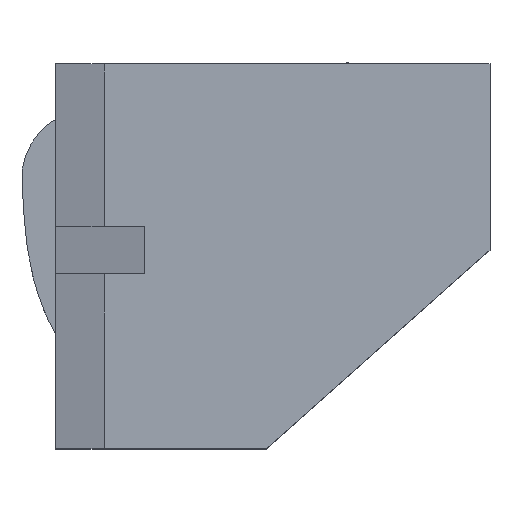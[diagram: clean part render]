
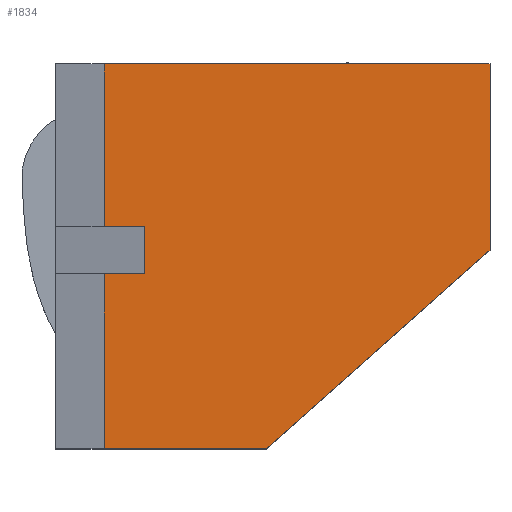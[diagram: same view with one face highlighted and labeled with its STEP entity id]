
A CAD part, top view. The second image highlights one B-rep face of the part: STEP entity #1834.
In plain terms, the highlighted planar face has unit normal (0, 0, 1).
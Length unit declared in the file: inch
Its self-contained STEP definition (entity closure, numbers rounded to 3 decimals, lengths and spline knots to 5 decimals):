
#214 = LINE ( 'NONE', #2719, #6083 ) ;
#237 = AXIS2_PLACEMENT_3D ( 'NONE', #9015, #2484, #7311 ) ;
#526 = ORIENTED_EDGE ( 'NONE', *, *, #8519, .F. ) ;
#646 = VECTOR ( 'NONE', #8488, 39.37008 ) ;
#650 = VECTOR ( 'NONE', #3718, 39.37008 ) ;
#710 = FACE_OUTER_BOUND ( 'NONE', #5067, .T. ) ;
#947 = LINE ( 'NONE', #1887, #646 ) ;
#1010 = VECTOR ( 'NONE', #2239, 39.37008 ) ;
#1324 = VERTEX_POINT ( 'NONE', #2347 ) ;
#1342 = CARTESIAN_POINT ( 'NONE',  ( 22.76513, 0.50738, 5.70866 ) ) ;
#1604 = VECTOR ( 'NONE', #3854, 39.37008 ) ;
#1834 = ADVANCED_FACE ( 'NONE', ( #710 ), #3271, .T. ) ;
#1846 = VECTOR ( 'NONE', #3255, 39.37008 ) ;
#1887 = CARTESIAN_POINT ( 'NONE',  ( 47.24409, 0., 5.70866 ) ) ;
#2109 = LINE ( 'NONE', #5491, #9499 ) ;
#2239 = DIRECTION ( 'NONE',  ( 0., -1., 0. ) ) ;
#2347 = CARTESIAN_POINT ( 'NONE',  ( 22.76513, -12.59843, 5.70866 ) ) ;
#2484 = DIRECTION ( 'NONE',  ( 0., 0., 1. ) ) ;
#2719 = CARTESIAN_POINT ( 'NONE',  ( 22.76513, 0.50738, 5.70866 ) ) ;
#2744 = VERTEX_POINT ( 'NONE', #3247 ) ;
#2899 = CARTESIAN_POINT ( 'NONE',  ( 25.3504, 0.50738, 5.70866 ) ) ;
#2961 = ORIENTED_EDGE ( 'NONE', *, *, #4907, .T. ) ;
#2976 = VERTEX_POINT ( 'NONE', #9628 ) ;
#3151 = CARTESIAN_POINT ( 'NONE',  ( 47.24409, 11.81102, 5.70866 ) ) ;
#3207 = CARTESIAN_POINT ( 'NONE',  ( 33.07087, -12.59843, 5.70866 ) ) ;
#3247 = CARTESIAN_POINT ( 'NONE',  ( 22.76513, -1.5, 5.70866 ) ) ;
#3255 = DIRECTION ( 'NONE',  ( -1., 0., 0. ) ) ;
#3271 = PLANE ( 'NONE',  #237 ) ;
#3371 = VERTEX_POINT ( 'NONE', #7193 ) ;
#3586 = ORIENTED_EDGE ( 'NONE', *, *, #10200, .F. ) ;
#3590 = VERTEX_POINT ( 'NONE', #6230 ) ;
#3604 = LINE ( 'NONE', #4475, #650 ) ;
#3718 = DIRECTION ( 'NONE',  ( -1., 0., 0. ) ) ;
#3854 = DIRECTION ( 'NONE',  ( 0., -1., 0. ) ) ;
#3921 = ORIENTED_EDGE ( 'NONE', *, *, #5487, .T. ) ;
#4011 = VERTEX_POINT ( 'NONE', #8322 ) ;
#4040 = EDGE_CURVE ( 'NONE', #2744, #1324, #5569, .T. ) ;
#4041 = LINE ( 'NONE', #3207, #1846 ) ;
#4187 = VERTEX_POINT ( 'NONE', #9500 ) ;
#4418 = VECTOR ( 'NONE', #9021, 39.37008 ) ;
#4443 = LINE ( 'NONE', #2899, #1604 ) ;
#4475 = CARTESIAN_POINT ( 'NONE',  ( 41.37348, -1.5, 5.70866 ) ) ;
#4707 = DIRECTION ( 'NONE',  ( 1., 0., 0. ) ) ;
#4735 = EDGE_CURVE ( 'NONE', #2976, #3590, #2109, .T. ) ;
#4907 = EDGE_CURVE ( 'NONE', #8508, #9618, #4443, .T. ) ;
#5067 = EDGE_LOOP ( 'NONE', ( #5121, #526, #3586, #8154, #10685, #10016, #3921, #2961, #7929 ) ) ;
#5121 = ORIENTED_EDGE ( 'NONE', *, *, #4040, .T. ) ;
#5422 = LINE ( 'NONE', #3151, #5866 ) ;
#5487 = EDGE_CURVE ( 'NONE', #3371, #8508, #5673, .T. ) ;
#5491 = CARTESIAN_POINT ( 'NONE',  ( 19.68504, 11.81102, 5.70866 ) ) ;
#5569 = LINE ( 'NONE', #1342, #1010 ) ;
#5673 = LINE ( 'NONE', #8208, #4418 ) ;
#5866 = VECTOR ( 'NONE', #6523, 39.37008 ) ;
#6048 = DIRECTION ( 'NONE',  ( 0., -1., 0. ) ) ;
#6083 = VECTOR ( 'NONE', #6048, 39.37008 ) ;
#6097 = EDGE_CURVE ( 'NONE', #3590, #4187, #5422, .T. ) ;
#6230 = CARTESIAN_POINT ( 'NONE',  ( 47.24409, 11.81102, 5.70866 ) ) ;
#6523 = DIRECTION ( 'NONE',  ( 0., -1., 0. ) ) ;
#7193 = CARTESIAN_POINT ( 'NONE',  ( 22.76513, 1.5, 5.70866 ) ) ;
#7311 = DIRECTION ( 'NONE',  ( 1., 0., 0. ) ) ;
#7509 = CARTESIAN_POINT ( 'NONE',  ( 25.3504, 1.5, 5.70866 ) ) ;
#7694 = EDGE_CURVE ( 'NONE', #2976, #3371, #214, .T. ) ;
#7929 = ORIENTED_EDGE ( 'NONE', *, *, #10837, .T. ) ;
#7961 = CARTESIAN_POINT ( 'NONE',  ( 25.3504, -1.5, 5.70866 ) ) ;
#8154 = ORIENTED_EDGE ( 'NONE', *, *, #6097, .F. ) ;
#8208 = CARTESIAN_POINT ( 'NONE',  ( 41.37348, 1.5, 5.70866 ) ) ;
#8322 = CARTESIAN_POINT ( 'NONE',  ( 33.07087, -12.59843, 5.70866 ) ) ;
#8488 = DIRECTION ( 'NONE',  ( -0.747, -0.664, 0. ) ) ;
#8508 = VERTEX_POINT ( 'NONE', #7509 ) ;
#8519 = EDGE_CURVE ( 'NONE', #4011, #1324, #4041, .T. ) ;
#9015 = CARTESIAN_POINT ( 'NONE',  ( 31.99214, 1.01476, 5.70866 ) ) ;
#9021 = DIRECTION ( 'NONE',  ( 1., 0., 0. ) ) ;
#9499 = VECTOR ( 'NONE', #4707, 39.37008 ) ;
#9500 = CARTESIAN_POINT ( 'NONE',  ( 47.24409, 0., 5.70866 ) ) ;
#9618 = VERTEX_POINT ( 'NONE', #7961 ) ;
#9628 = CARTESIAN_POINT ( 'NONE',  ( 22.76513, 11.81102, 5.70866 ) ) ;
#10016 = ORIENTED_EDGE ( 'NONE', *, *, #7694, .T. ) ;
#10200 = EDGE_CURVE ( 'NONE', #4187, #4011, #947, .T. ) ;
#10685 = ORIENTED_EDGE ( 'NONE', *, *, #4735, .F. ) ;
#10837 = EDGE_CURVE ( 'NONE', #9618, #2744, #3604, .T. ) ;
